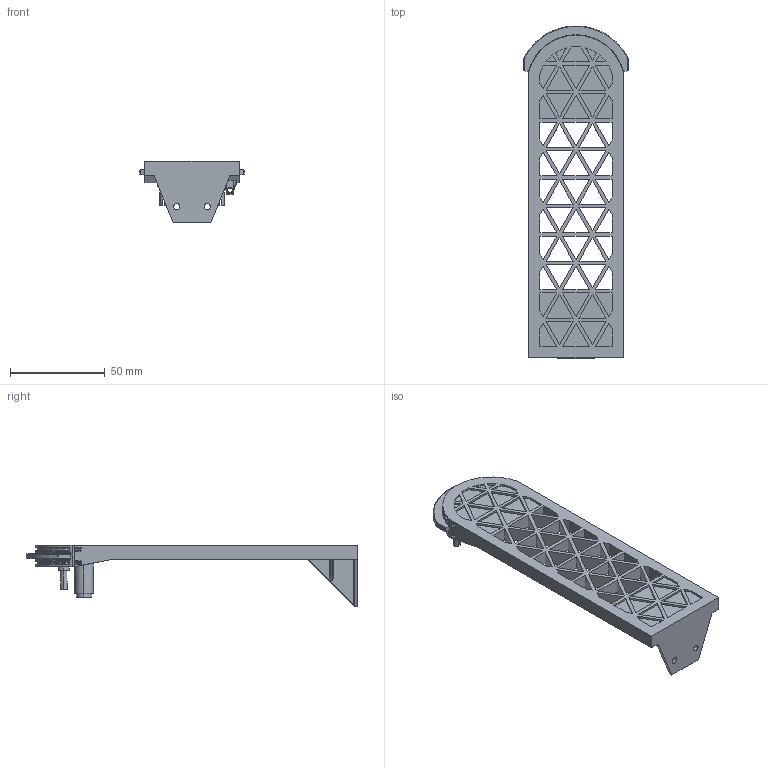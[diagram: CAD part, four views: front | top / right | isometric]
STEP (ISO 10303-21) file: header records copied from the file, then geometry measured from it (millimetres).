
FILE_DESCRIPTION (( 'STEP AP214' ), '1' );
FILE_NAME ('Skeleton-Forearm Front.STEP', '2023-04-30T10:09:21', ( '' ), ( '' ), 'SwSTEP 2.0', 'SolidWorks 2019', '' );
FILE_SCHEMA (( 'AUTOMOTIVE_DESIGN' ));
Length unit declared in the file: millimetre
Products named in the file (1): Skeleton-Forearm Front
Bounding box: 54.8 x 174.89 x 32.5 mm (x, y, z)
Volume: 52375 mm3; surface area: 29713.6 mm2
Topology: 1 solids, 1 shells, 421 faces, 1092 edges, 704 vertices
Faces by surface type: plane 288, cylinder 77, torus 44, bspline 8, sphere 4
Entity records: 13140 total; most frequent: CARTESIAN_POINT 2644, ORIENTED_EDGE 2184, DIRECTION 2072, EDGE_CURVE 1092, LINE 808, VECTOR 808, VERTEX_POINT 704, AXIS2_PLACEMENT_3D 632
